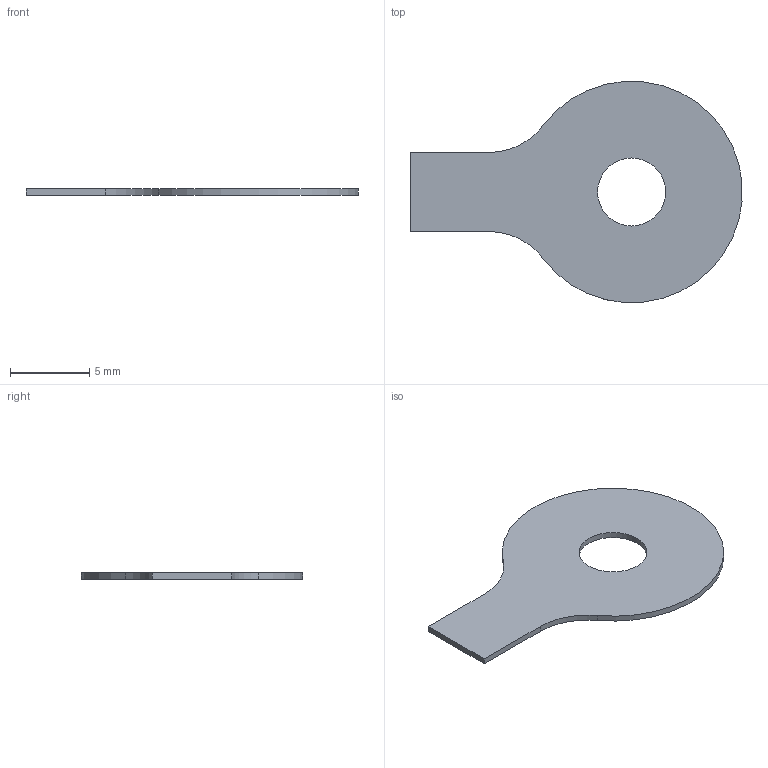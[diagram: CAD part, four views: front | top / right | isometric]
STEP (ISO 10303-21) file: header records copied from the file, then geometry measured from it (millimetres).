
FILE_DESCRIPTION(('FreeCAD Model'),'2;1');
FILE_NAME('DIN93_M4TabWasher.step', '2015-09-07T20:13:41',('Author'),(''), 'Open CASCADE STEP processor 6.8','FreeCAD','Unknown');
FILE_SCHEMA(('AUTOMOTIVE_DESIGN_CC2 { 1 2 10303 214 -1 1 5 4 }'));
Length unit declared in the file: millimetre
Products named in the file (1): Pad
Bounding box: 20.97 x 13.97 x 0.38 mm (x, y, z)
Volume: 67.2 mm3; surface area: 380.9 mm2
Topology: 1 solids, 1 shells, 9 faces, 21 edges, 14 vertices
Faces by surface type: plane 5, cylinder 4
Full cylindrical faces by diameter (mm): 4.3 x1
Entity records: 585 total; most frequent: CARTESIAN_POINT 135, DIRECTION 83, LINE 47, VECTOR 47, ORIENTED_EDGE 42, PCURVE 42, DEFINITIONAL_REPRESENTATION 42, EDGE_CURVE 21
